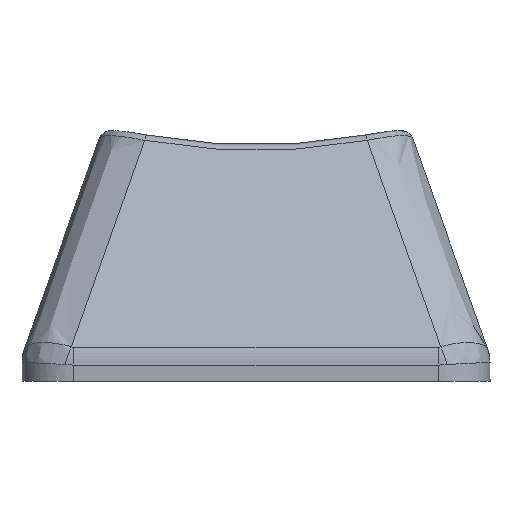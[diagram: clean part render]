
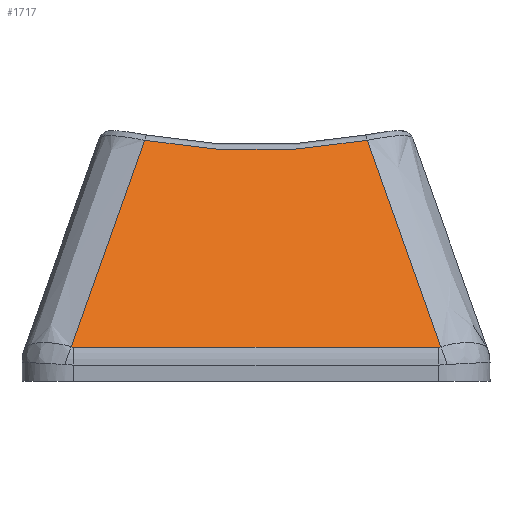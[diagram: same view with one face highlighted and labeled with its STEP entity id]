
A CAD part, front view. The second image highlights one B-rep face of the part: STEP entity #1717.
In plain terms, the highlighted planar face has unit normal (0, -0.886, 0.463).
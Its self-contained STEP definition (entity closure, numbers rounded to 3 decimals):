
#23=PLANE('',#1840);
#77=ELLIPSE('',#1833,1.08,0.5);
#79=ELLIPSE('',#1838,1.08,0.5);
#86=LINE('',#2606,#194);
#194=VECTOR('',#1967,10.);
#330=FACE_OUTER_BOUND('',#435,.T.);
#435=EDGE_LOOP('',(#1197,#1198,#1199,#1200,#1201,#1202));
#555=B_SPLINE_CURVE_WITH_KNOTS('',3,(#2766,#2767,#2768,#2769),
 .UNSPECIFIED.,.F.,.F.,(4,4),(-1.029,-0.082),
 .UNSPECIFIED.);
#557=B_SPLINE_CURVE_WITH_KNOTS('',3,(#2777,#2778,#2779,#2780),
 .UNSPECIFIED.,.F.,.F.,(4,4),(0.082,1.029),
 .UNSPECIFIED.);
#558=B_SPLINE_CURVE_WITH_KNOTS('',3,(#2781,#2782,#2783,#2784),
 .UNSPECIFIED.,.F.,.F.,(4,4),(-0.87,0.),.UNSPECIFIED.);
#702=VERTEX_POINT('',#2562);
#706=VERTEX_POINT('',#2596);
#708=VERTEX_POINT('',#2602);
#710=VERTEX_POINT('',#2623);
#716=VERTEX_POINT('',#2765);
#717=VERTEX_POINT('',#2776);
#888=EDGE_CURVE('',#702,#706,#77,.T.);
#891=EDGE_CURVE('',#706,#708,#86,.T.);
#894=EDGE_CURVE('',#708,#710,#79,.T.);
#905=EDGE_CURVE('',#710,#716,#555,.T.);
#907=EDGE_CURVE('',#717,#702,#557,.T.);
#908=EDGE_CURVE('',#716,#717,#558,.T.);
#1197=ORIENTED_EDGE('',*,*,#894,.F.);
#1198=ORIENTED_EDGE('',*,*,#891,.F.);
#1199=ORIENTED_EDGE('',*,*,#888,.F.);
#1200=ORIENTED_EDGE('',*,*,#907,.F.);
#1201=ORIENTED_EDGE('',*,*,#908,.F.);
#1202=ORIENTED_EDGE('',*,*,#905,.F.);
#1717=ADVANCED_FACE('',(#330),#23,.T.);
#1833=AXIS2_PLACEMENT_3D('',#2600,#1960,#1961);
#1838=AXIS2_PLACEMENT_3D('',#2627,#1972,#1973);
#1840=AXIS2_PLACEMENT_3D('',#2775,#1976,#1977);
#1960=DIRECTION('center_axis',(0.,0.886,-0.463));
#1961=DIRECTION('ref_axis',(0.,-0.463,-0.886));
#1967=DIRECTION('',(-1.,0.,0.));
#1972=DIRECTION('center_axis',(0.,0.886,-0.463));
#1973=DIRECTION('ref_axis',(0.,-0.463,-0.886));
#1976=DIRECTION('center_axis',(0.,-0.886,
0.463));
#1977=DIRECTION('ref_axis',(0.,-0.463,-0.886));
#2562=CARTESIAN_POINT('',(7.166,-18.428,0.34));
#2596=CARTESIAN_POINT('',(7.081,-18.435,0.326));
#2600=CARTESIAN_POINT('Origin',(7.081,-17.935,1.284));
#2602=CARTESIAN_POINT('',(-7.081,-18.435,0.326));
#2606=CARTESIAN_POINT('',(7.525,-18.435,0.326));
#2623=CARTESIAN_POINT('',(-7.166,-18.428,0.34));
#2627=CARTESIAN_POINT('Origin',(-7.081,-17.935,1.284));
#2765=CARTESIAN_POINT('',(-4.32,-14.243,8.352));
#2766=CARTESIAN_POINT('Ctrl Pts',(-7.166,-18.428,0.34));
#2767=CARTESIAN_POINT('Ctrl Pts',(-6.22,-17.032,3.012));
#2768=CARTESIAN_POINT('Ctrl Pts',(-5.271,-15.637,5.682));
#2769=CARTESIAN_POINT('Ctrl Pts',(-4.32,-14.243,8.352));
#2775=CARTESIAN_POINT('Origin',(5.969,-13.915,8.98));
#2776=CARTESIAN_POINT('',(4.32,-14.243,8.352));
#2777=CARTESIAN_POINT('Ctrl Pts',(4.32,-14.243,8.352));
#2778=CARTESIAN_POINT('Ctrl Pts',(5.271,-15.637,5.682));
#2779=CARTESIAN_POINT('Ctrl Pts',(6.22,-17.032,3.012));
#2780=CARTESIAN_POINT('Ctrl Pts',(7.166,-18.428,0.34));
#2781=CARTESIAN_POINT('Ctrl Pts',(-4.32,-14.243,8.352));
#2782=CARTESIAN_POINT('Ctrl Pts',(-1.481,-14.518,7.824));
#2783=CARTESIAN_POINT('Ctrl Pts',(1.481,-14.518,7.824));
#2784=CARTESIAN_POINT('Ctrl Pts',(4.32,-14.243,8.352));
